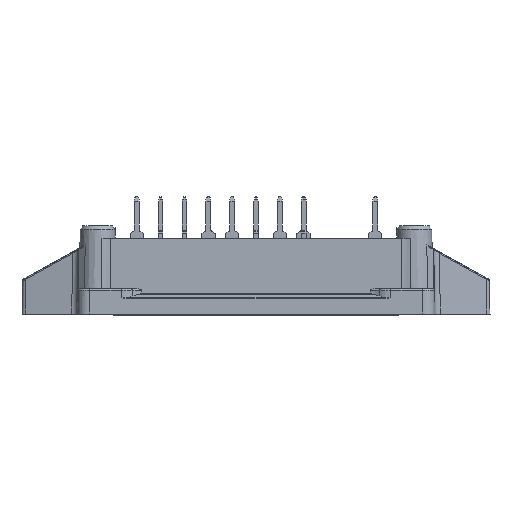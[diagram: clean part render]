
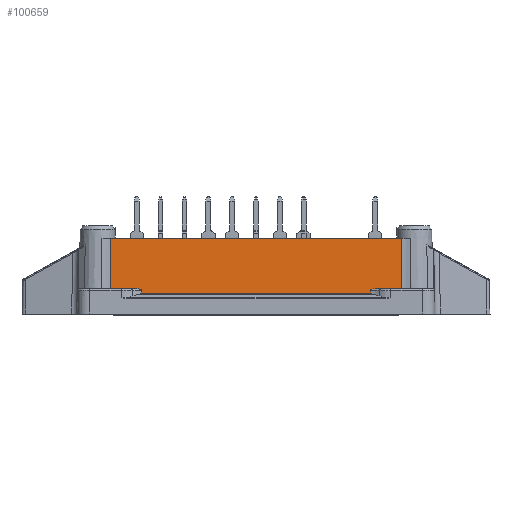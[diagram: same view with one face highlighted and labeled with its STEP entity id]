
A CAD part, front view. The second image highlights one B-rep face of the part: STEP entity #100659.
In plain terms, the highlighted planar face has unit normal (0, -1, 0.018).
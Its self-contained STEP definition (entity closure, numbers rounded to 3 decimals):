
#5368=B_SPLINE_CURVE_WITH_KNOTS('',3,(#139549,#139550,#139551,#139552),
 .UNSPECIFIED.,.F.,.F.,(4,4),(0.001,0.001),
 .UNSPECIFIED.);
#5369=B_SPLINE_CURVE_WITH_KNOTS('',3,(#139557,#139558,#139559,#139560),
 .UNSPECIFIED.,.F.,.F.,(4,4),(0.,0.001),
 .UNSPECIFIED.);
#5370=B_SPLINE_CURVE_WITH_KNOTS('',3,(#139562,#139563,#139564,#139565,#139566,
#139567,#139568,#139569),.UNSPECIFIED.,.F.,.F.,(4,1,1,1,1,4),(0.,
0.,0.,0.,0.001,
0.001),.UNSPECIFIED.);
#5371=B_SPLINE_CURVE_WITH_KNOTS('',3,(#139573,#139574,#139575,#139576),
 .UNSPECIFIED.,.F.,.F.,(4,4),(0.,0.007),.UNSPECIFIED.);
#5372=B_SPLINE_CURVE_WITH_KNOTS('',3,(#139577,#139578,#139579,#139580),
 .UNSPECIFIED.,.F.,.F.,(4,4),(0.,0.007),
 .UNSPECIFIED.);
#5373=B_SPLINE_CURVE_WITH_KNOTS('',3,(#139584,#139585,#139586,#139587,#139588,
#139589,#139590),.UNSPECIFIED.,.F.,.F.,(4,1,1,1,4),(0.,0.,
0.001,0.001,0.001),
 .UNSPECIFIED.);
#8000=ORIENTED_EDGE('',*,*,#29379,.F.);
#8001=ORIENTED_EDGE('',*,*,#29380,.T.);
#8002=ORIENTED_EDGE('',*,*,#29381,.F.);
#8003=ORIENTED_EDGE('',*,*,#29382,.T.);
#8004=ORIENTED_EDGE('',*,*,#29383,.T.);
#8005=ORIENTED_EDGE('',*,*,#29384,.T.);
#8006=ORIENTED_EDGE('',*,*,#27784,.F.);
#8007=ORIENTED_EDGE('',*,*,#29385,.T.);
#8008=ORIENTED_EDGE('',*,*,#29386,.F.);
#8009=ORIENTED_EDGE('',*,*,#29387,.T.);
#27784=EDGE_CURVE('',#38534,#38535,#45010,.T.);
#29379=EDGE_CURVE('',#40032,#40033,#5368,.T.);
#29380=EDGE_CURVE('',#40032,#40034,#45758,.T.);
#29381=EDGE_CURVE('',#40035,#40034,#5369,.T.);
#29382=EDGE_CURVE('',#40035,#40036,#5370,.T.);
#29383=EDGE_CURVE('',#40036,#40037,#45759,.T.);
#29384=EDGE_CURVE('',#40037,#38535,#5371,.T.);
#29385=EDGE_CURVE('',#38534,#40038,#5372,.T.);
#29386=EDGE_CURVE('',#40039,#40038,#45760,.T.);
#29387=EDGE_CURVE('',#40039,#40033,#5373,.T.);
#38534=VERTEX_POINT('',#135749);
#38535=VERTEX_POINT('',#135751);
#40032=VERTEX_POINT('',#139553);
#40033=VERTEX_POINT('',#139554);
#40034=VERTEX_POINT('',#139556);
#40035=VERTEX_POINT('',#139561);
#40036=VERTEX_POINT('',#139570);
#40037=VERTEX_POINT('',#139572);
#40038=VERTEX_POINT('',#139581);
#40039=VERTEX_POINT('',#139583);
#45010=LINE('',#135750,#52072);
#45758=LINE('',#139555,#52820);
#45759=LINE('',#139571,#52821);
#45760=LINE('',#139582,#52822);
#52072=VECTOR('',#113127,1000.);
#52820=VECTOR('',#115531,1000.);
#52821=VECTOR('',#115532,1000.);
#52822=VECTOR('',#115533,1000.);
#59219=EDGE_LOOP('',(#8000,#8001,#8002,#8003,#8004,#8005,#8006,#8007,#8008,
#8009));
#63795=FACE_BOUND('',#59219,.T.);
#68150=PLANE('',#105910);
#100659=ADVANCED_FACE('',(#63795),#68150,.T.);
#105910=AXIS2_PLACEMENT_3D('',#139548,#115529,#115530);
#113127=DIRECTION('',(1.,0.,0.));
#115529=DIRECTION('',(0.,-1.,0.017));
#115530=DIRECTION('',(0.,-0.017,-1.));
#115531=DIRECTION('',(1.,0.,0.));
#115532=DIRECTION('',(1.,0.,0.));
#115533=DIRECTION('',(-1.,0.,0.));
#135749=CARTESIAN_POINT('',(-19.525,-27.653,10.2));
#135750=CARTESIAN_POINT('',(-26.5,-27.653,10.2));
#135751=CARTESIAN_POINT('',(19.525,-27.653,10.2));
#139548=CARTESIAN_POINT('',(-26.5,-27.78,2.9));
#139549=CARTESIAN_POINT('',(-15.378,-27.781,2.822));
#139550=CARTESIAN_POINT('',(-15.379,-27.779,2.949));
#139551=CARTESIAN_POINT('',(-15.379,-27.777,3.076));
#139552=CARTESIAN_POINT('',(-15.379,-27.775,3.203));
#139553=CARTESIAN_POINT('',(-15.378,-27.781,2.822));
#139554=CARTESIAN_POINT('',(-15.379,-27.775,3.203));
#139555=CARTESIAN_POINT('',(-26.5,-27.781,2.822));
#139556=CARTESIAN_POINT('',(15.378,-27.781,2.822));
#139557=CARTESIAN_POINT('',(15.379,-27.775,3.203));
#139558=CARTESIAN_POINT('',(15.379,-27.777,3.076));
#139559=CARTESIAN_POINT('',(15.379,-27.779,2.949));
#139560=CARTESIAN_POINT('',(15.378,-27.781,2.822));
#139561=CARTESIAN_POINT('',(15.379,-27.775,3.203));
#139562=CARTESIAN_POINT('',(15.379,-27.775,3.203));
#139563=CARTESIAN_POINT('',(15.379,-27.774,3.235));
#139564=CARTESIAN_POINT('',(15.441,-27.773,3.274));
#139565=CARTESIAN_POINT('',(15.55,-27.773,3.32));
#139566=CARTESIAN_POINT('',(15.702,-27.772,3.361));
#139567=CARTESIAN_POINT('',(15.882,-27.771,3.392));
#139568=CARTESIAN_POINT('',(16.005,-27.771,3.4));
#139569=CARTESIAN_POINT('',(16.067,-27.771,3.4));
#139570=CARTESIAN_POINT('',(16.067,-27.771,3.4));
#139571=CARTESIAN_POINT('',(-26.5,-27.771,3.4));
#139572=CARTESIAN_POINT('',(19.511,-27.771,3.4));
#139573=CARTESIAN_POINT('',(19.511,-27.771,3.4));
#139574=CARTESIAN_POINT('',(19.516,-27.732,5.667));
#139575=CARTESIAN_POINT('',(19.521,-27.692,7.933));
#139576=CARTESIAN_POINT('',(19.525,-27.653,10.2));
#139577=CARTESIAN_POINT('',(-19.525,-27.653,10.2));
#139578=CARTESIAN_POINT('',(-19.521,-27.692,7.933));
#139579=CARTESIAN_POINT('',(-19.516,-27.732,5.667));
#139580=CARTESIAN_POINT('',(-19.511,-27.771,3.4));
#139581=CARTESIAN_POINT('',(-19.511,-27.771,3.4));
#139582=CARTESIAN_POINT('',(-26.5,-27.771,3.4));
#139583=CARTESIAN_POINT('',(-16.067,-27.771,3.4));
#139584=CARTESIAN_POINT('',(-16.067,-27.771,3.4));
#139585=CARTESIAN_POINT('',(-15.944,-27.771,3.4));
#139586=CARTESIAN_POINT('',(-15.762,-27.772,3.377));
#139587=CARTESIAN_POINT('',(-15.549,-27.773,3.32));
#139588=CARTESIAN_POINT('',(-15.44,-27.773,3.273));
#139589=CARTESIAN_POINT('',(-15.379,-27.774,3.235));
#139590=CARTESIAN_POINT('',(-15.379,-27.775,3.203));
